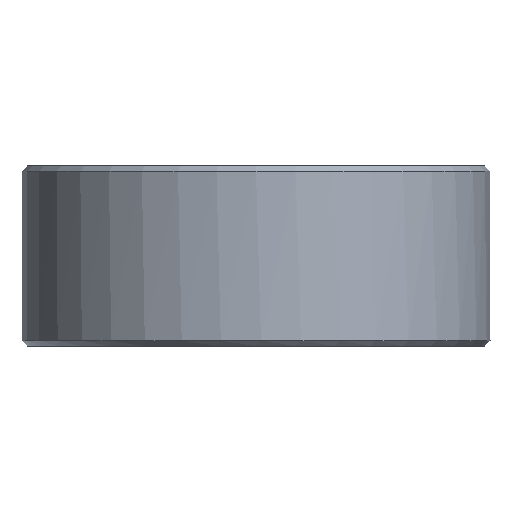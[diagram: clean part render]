
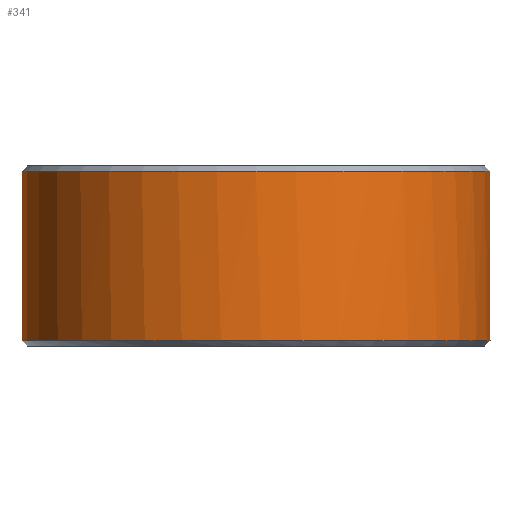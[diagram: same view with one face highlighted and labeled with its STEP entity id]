
A CAD part, front view. The second image highlights one B-rep face of the part: STEP entity #341.
In plain terms, the highlighted cylindrical face has radius 13 mm (diameter 26 mm), a full revolution.
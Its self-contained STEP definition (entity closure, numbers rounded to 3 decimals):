
#17 = DIRECTION ( 'NONE',  ( 0., 0., -1. ) ) ;
#25 = DIRECTION ( 'NONE',  ( -1., 0., 0. ) ) ;
#58 = VERTEX_POINT ( 'NONE', #246 ) ;
#63 = DIRECTION ( 'NONE',  ( 1., 0., 0. ) ) ;
#126 = CARTESIAN_POINT ( 'NONE',  ( -12.988, -0.55, 4. ) ) ;
#127 = VERTEX_POINT ( 'NONE', #753 ) ;
#129 = DIRECTION ( 'NONE',  ( 0., 0., 1. ) ) ;
#149 = CIRCLE ( 'NONE', #1114, 13. ) ;
#157 = ORIENTED_EDGE ( 'NONE', *, *, #163, .T. ) ;
#163 = EDGE_CURVE ( 'NONE', #453, #127, #359, .T. ) ;
#179 = EDGE_CURVE ( 'NONE', #489, #630, #229, .T. ) ;
#194 = LINE ( 'NONE', #1315, #1130 ) ;
#200 = CYLINDRICAL_SURFACE ( 'NONE', #596, 13. ) ;
#223 = DIRECTION ( 'NONE',  ( 0., 0., 1. ) ) ;
#229 = CIRCLE ( 'NONE', #1144, 13. ) ;
#246 = CARTESIAN_POINT ( 'NONE',  ( -12.988, -0.55, 4.7 ) ) ;
#251 = EDGE_CURVE ( 'NONE', #1080, #834, #149, .T. ) ;
#253 = DIRECTION ( 'NONE',  ( 0., 0., -1. ) ) ;
#275 = EDGE_CURVE ( 'NONE', #127, #834, #1598, .T. ) ;
#287 = VECTOR ( 'NONE', #17, 1000. ) ;
#298 = FACE_OUTER_BOUND ( 'NONE', #811, .T. ) ;
#341 = ADVANCED_FACE ( 'NONE', ( #1331, #298 ), #200, .T. ) ;
#359 = CIRCLE ( 'NONE', #1503, 13. ) ;
#400 = ORIENTED_EDGE ( 'NONE', *, *, #1108, .T. ) ;
#415 = CARTESIAN_POINT ( 'NONE',  ( 0., 0., 5. ) ) ;
#425 = DIRECTION ( 'NONE',  ( 0., 0., 1. ) ) ;
#439 = CARTESIAN_POINT ( 'NONE',  ( 0., 0., 4.7 ) ) ;
#452 = VERTEX_POINT ( 'NONE', #1465 ) ;
#453 = VERTEX_POINT ( 'NONE', #956 ) ;
#458 = CARTESIAN_POINT ( 'NONE',  ( -12.988, 0.55, 4. ) ) ;
#460 = ORIENTED_EDGE ( 'NONE', *, *, #275, .T. ) ;
#489 = VERTEX_POINT ( 'NONE', #458 ) ;
#493 = CARTESIAN_POINT ( 'NONE',  ( 0., 0., 4. ) ) ;
#504 = LINE ( 'NONE', #126, #287 ) ;
#508 = AXIS2_PLACEMENT_3D ( 'NONE', #439, #942, #1438 ) ;
#537 = DIRECTION ( 'NONE',  ( 0., 0., -1. ) ) ;
#564 = EDGE_CURVE ( 'NONE', #452, #58, #584, .T. ) ;
#574 = CARTESIAN_POINT ( 'NONE',  ( -12.988, 0.55, 4. ) ) ;
#576 = AXIS2_PLACEMENT_3D ( 'NONE', #1378, #253, #63 ) ;
#579 = CARTESIAN_POINT ( 'NONE',  ( 0., 0., 4. ) ) ;
#584 = CIRCLE ( 'NONE', #508, 13. ) ;
#596 = AXIS2_PLACEMENT_3D ( 'NONE', #415, #537, #1529 ) ;
#626 = DIRECTION ( 'NONE',  ( 0., 0., -1. ) ) ;
#630 = VERTEX_POINT ( 'NONE', #1137 ) ;
#666 = EDGE_LOOP ( 'NONE', ( #1168, #1570, #1314, #1095, #688, #400, #157, #460 ) ) ;
#688 = ORIENTED_EDGE ( 'NONE', *, *, #179, .F. ) ;
#744 = VERTEX_POINT ( 'NONE', #1098 ) ;
#753 = CARTESIAN_POINT ( 'NONE',  ( 12.988, 0.55, 4.7 ) ) ;
#766 = VECTOR ( 'NONE', #425, 1000. ) ;
#811 = EDGE_LOOP ( 'NONE', ( #1468 ) ) ;
#834 = VERTEX_POINT ( 'NONE', #903 ) ;
#847 = DIRECTION ( 'NONE',  ( -1., 0., 0. ) ) ;
#903 = CARTESIAN_POINT ( 'NONE',  ( 12.988, 0.55, 4. ) ) ;
#942 = DIRECTION ( 'NONE',  ( 0., 0., -1. ) ) ;
#956 = CARTESIAN_POINT ( 'NONE',  ( -12.988, 0.55, 4.7 ) ) ;
#957 = CARTESIAN_POINT ( 'NONE',  ( 12.988, 0.55, 4. ) ) ;
#1046 = DIRECTION ( 'NONE',  ( 0., 0., 1. ) ) ;
#1080 = VERTEX_POINT ( 'NONE', #1334 ) ;
#1095 = ORIENTED_EDGE ( 'NONE', *, *, #1412, .T. ) ;
#1098 = CARTESIAN_POINT ( 'NONE',  ( 13., 0., -4.7 ) ) ;
#1108 = EDGE_CURVE ( 'NONE', #489, #453, #1183, .T. ) ;
#1114 = AXIS2_PLACEMENT_3D ( 'NONE', #579, #223, #847 ) ;
#1127 = DIRECTION ( 'NONE',  ( -1., 0., 0. ) ) ;
#1130 = VECTOR ( 'NONE', #1046, 1000. ) ;
#1137 = CARTESIAN_POINT ( 'NONE',  ( -12.988, -0.55, 4. ) ) ;
#1144 = AXIS2_PLACEMENT_3D ( 'NONE', #493, #129, #1127 ) ;
#1149 = CARTESIAN_POINT ( 'NONE',  ( 0., 0., 4.7 ) ) ;
#1168 = ORIENTED_EDGE ( 'NONE', *, *, #251, .F. ) ;
#1183 = LINE ( 'NONE', #574, #766 ) ;
#1202 = EDGE_CURVE ( 'NONE', #1080, #452, #194, .T. ) ;
#1314 = ORIENTED_EDGE ( 'NONE', *, *, #564, .T. ) ;
#1315 = CARTESIAN_POINT ( 'NONE',  ( 12.988, -0.55, 4. ) ) ;
#1331 = FACE_OUTER_BOUND ( 'NONE', #666, .T. ) ;
#1334 = CARTESIAN_POINT ( 'NONE',  ( 12.988, -0.55, 4. ) ) ;
#1378 = CARTESIAN_POINT ( 'NONE',  ( 0., 0., -4.7 ) ) ;
#1412 = EDGE_CURVE ( 'NONE', #58, #630, #504, .T. ) ;
#1438 = DIRECTION ( 'NONE',  ( -1., 0., 0. ) ) ;
#1459 = EDGE_CURVE ( 'NONE', #744, #744, #1493, .T. ) ;
#1465 = CARTESIAN_POINT ( 'NONE',  ( 12.988, -0.55, 4.7 ) ) ;
#1468 = ORIENTED_EDGE ( 'NONE', *, *, #1459, .F. ) ;
#1476 = VECTOR ( 'NONE', #1482, 1000. ) ;
#1482 = DIRECTION ( 'NONE',  ( 0., 0., -1. ) ) ;
#1493 = CIRCLE ( 'NONE', #576, 13. ) ;
#1503 = AXIS2_PLACEMENT_3D ( 'NONE', #1149, #626, #25 ) ;
#1529 = DIRECTION ( 'NONE',  ( -1., 0., 0. ) ) ;
#1570 = ORIENTED_EDGE ( 'NONE', *, *, #1202, .T. ) ;
#1598 = LINE ( 'NONE', #957, #1476 ) ;
